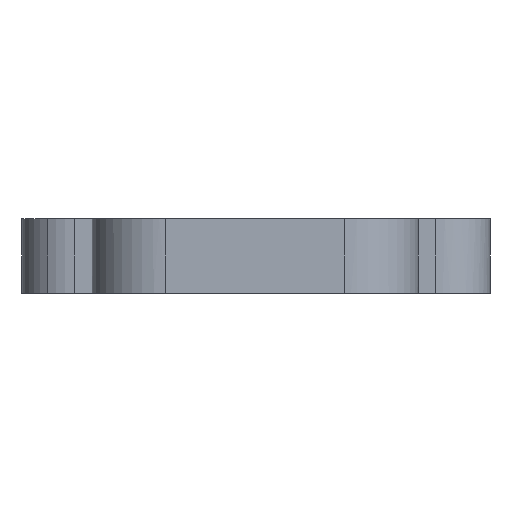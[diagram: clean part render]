
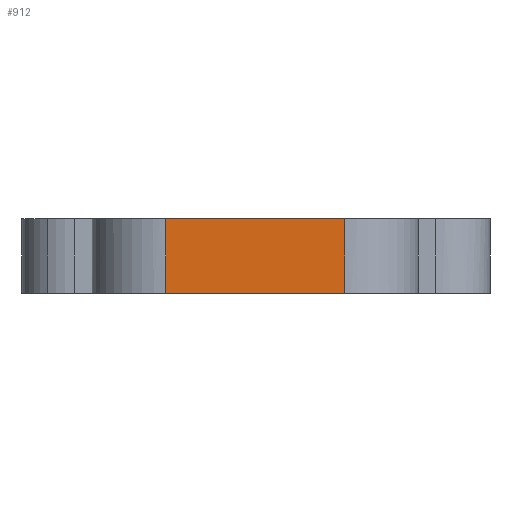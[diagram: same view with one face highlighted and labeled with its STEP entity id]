
A CAD part, front view. The second image highlights one B-rep face of the part: STEP entity #912.
In plain terms, the highlighted planar face has unit normal (0, -1, 0).
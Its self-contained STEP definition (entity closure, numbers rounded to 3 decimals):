
#80=B_SPLINE_CURVE_WITH_KNOTS('',3,(#1453,#1454,#1455,#1456),
 .UNSPECIFIED.,.F.,.F.,(4,4),(-1.,0.),.UNSPECIFIED.);
#82=B_SPLINE_CURVE_WITH_KNOTS('',3,(#1465,#1466,#1467,#1468),
 .UNSPECIFIED.,.F.,.F.,(4,4),(0.,1.),.UNSPECIFIED.);
#114=FACE_OUTER_BOUND('',#159,.T.);
#159=EDGE_LOOP('',(#686,#687,#688,#689));
#238=LINE('',#1463,#323);
#239=LINE('',#1469,#324);
#323=VECTOR('',#1088,9.9);
#324=VECTOR('',#1089,9.9);
#413=VERTEX_POINT('',#1447);
#414=VERTEX_POINT('',#1452);
#415=VERTEX_POINT('',#1462);
#416=VERTEX_POINT('',#1464);
#527=EDGE_CURVE('',#414,#413,#80,.T.);
#529=EDGE_CURVE('',#415,#413,#238,.T.);
#530=EDGE_CURVE('',#416,#415,#82,.T.);
#531=EDGE_CURVE('',#414,#416,#239,.T.);
#686=ORIENTED_EDGE('',*,*,#527,.T.);
#687=ORIENTED_EDGE('',*,*,#529,.F.);
#688=ORIENTED_EDGE('',*,*,#530,.F.);
#689=ORIENTED_EDGE('',*,*,#531,.F.);
#873=PLANE('',#957);
#912=ADVANCED_FACE('',(#114),#873,.T.);
#957=AXIS2_PLACEMENT_3D('',#1461,#1086,#1087);
#1086=DIRECTION('center_axis',(0.,-1.,0.));
#1087=DIRECTION('ref_axis',(0.,0.,-1.));
#1088=DIRECTION('',(-1.,0.,0.));
#1089=DIRECTION('',(1.,0.,0.));
#1447=CARTESIAN_POINT('',(21.55,-30.,-8.6));
#1452=CARTESIAN_POINT('',(21.55,-30.,-4.5));
#1453=CARTESIAN_POINT('Ctrl Pts',(21.55,-30.,-4.5));
#1454=CARTESIAN_POINT('Ctrl Pts',(21.55,-30.,-5.867));
#1455=CARTESIAN_POINT('Ctrl Pts',(21.55,-30.,-7.233));
#1456=CARTESIAN_POINT('Ctrl Pts',(21.55,-30.,-8.6));
#1461=CARTESIAN_POINT('Origin',(21.55,-30.,-8.6));
#1462=CARTESIAN_POINT('',(31.45,-30.,-8.6));
#1463=CARTESIAN_POINT('',(31.45,-30.,-8.6));
#1464=CARTESIAN_POINT('',(31.45,-30.,-4.5));
#1465=CARTESIAN_POINT('Ctrl Pts',(31.45,-30.,-4.5));
#1466=CARTESIAN_POINT('Ctrl Pts',(31.45,-30.,-5.867));
#1467=CARTESIAN_POINT('Ctrl Pts',(31.45,-30.,-7.233));
#1468=CARTESIAN_POINT('Ctrl Pts',(31.45,-30.,-8.6));
#1469=CARTESIAN_POINT('',(21.55,-30.,-4.5));
